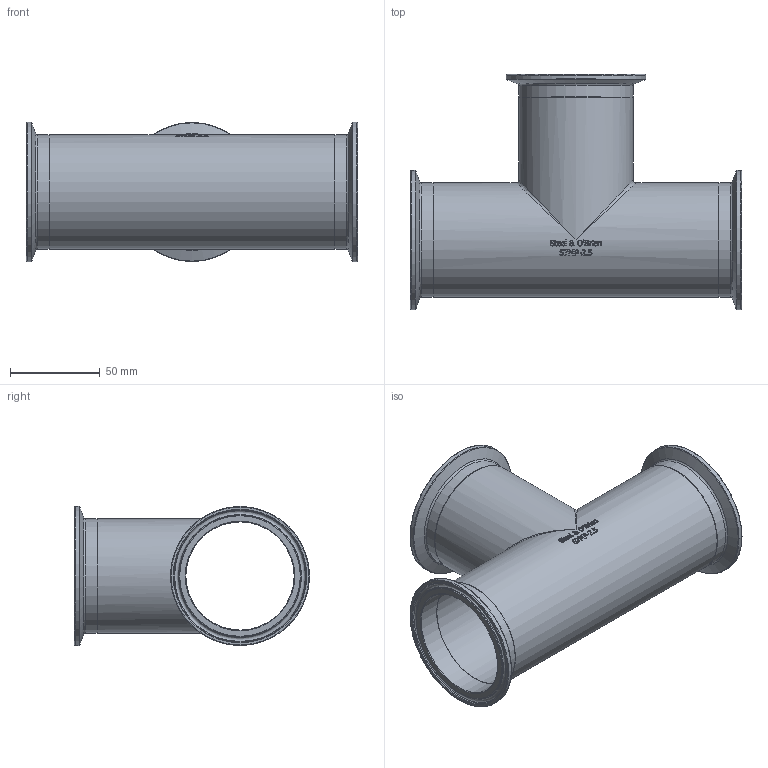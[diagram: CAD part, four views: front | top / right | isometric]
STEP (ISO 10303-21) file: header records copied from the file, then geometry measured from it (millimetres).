
FILE_DESCRIPTION(/* description */ (''),/* implementation_level */ '2;1');
FILE_NAME(/* name */ 'S7MP-2.5.stp',/* time_stamp */ '2018-11-29T08:51:45-05:00',/* author */ ('ken'),/* organization */ (''),/* preprocessor_version */ 'ST-DEVELOPER v15.2',/* originating_system */ 'Autodesk Inventor 2014',/* authorisation */ '');
FILE_SCHEMA (('AUTOMOTIVE_DESIGN { 1 0 10303 214 3 1 1 }'));
Length unit declared in the file: inch
Products named in the file (1): S7MP-2.5
Bounding box: 184.15 x 130.77 x 77.39 mm (x, y, z)
Volume: 92499.4 mm3; surface area: 102261.9 mm2
Topology: 1 solids, 1 shells, 394 faces, 1025 edges, 668 vertices
Faces by surface type: bspline 169, plane 145, cylinder 44, torus 27, cone 9
Full cylindrical faces by diameter (mm): 60.198 x5, 63.5 x5, 77.394 x3
Entity records: 14949 total; most frequent: CARTESIAN_POINT 6380, ORIENTED_EDGE 1932, DIRECTION 1288, EDGE_CURVE 966, VERTEX_POINT 664, EDGE_LOOP 488, AXIS2_PLACEMENT_3D 430, LINE 428
